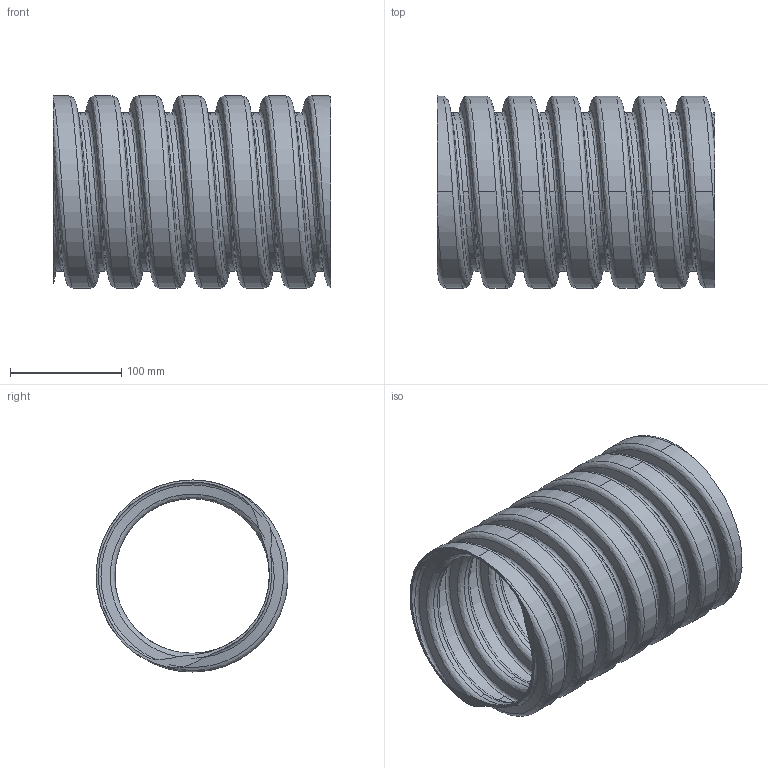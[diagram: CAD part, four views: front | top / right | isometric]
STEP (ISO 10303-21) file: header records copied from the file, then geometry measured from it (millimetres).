
FILE_DESCRIPTION (( 'STEP AP203' ), '1' );
FILE_NAME ('110611-00039 Ìóôòà ñîåäèíèòåëüíàÿ ðåçüáîâàÿ ÑÑÄ-Ïàéï 160 ìì.STEP', '2021-12-06T08:29:40', ( '' ), ( '' ), 'SwSTEP 2.0', 'SolidWorks 2018', '' );
FILE_SCHEMA (( 'CONFIG_CONTROL_DESIGN' ));
Length unit declared in the file: millimetre
Products named in the file (1): 110611-00039 Ìóôòà ñîåäèíèòåëüíàÿ ðåçüáîâàÿ ÑÑÄ-Ïàéï 160 ìì
Bounding box: 250 x 172.81 x 172.9 mm (x, y, z)
Volume: 380974.8 mm3; surface area: 384216.7 mm2
Topology: 1 solids, 1 shells, 70 faces, 204 edges, 136 vertices
Faces by surface type: cylinder 56, bspline 12, plane 2
Entity records: 24645 total; most frequent: CARTESIAN_POINT 23147, ORIENTED_EDGE 408, EDGE_CURVE 204, DIRECTION 190, VERTEX_POINT 136, EDGE_LOOP 72, FACE_OUTER_BOUND 70, ADVANCED_FACE 70
